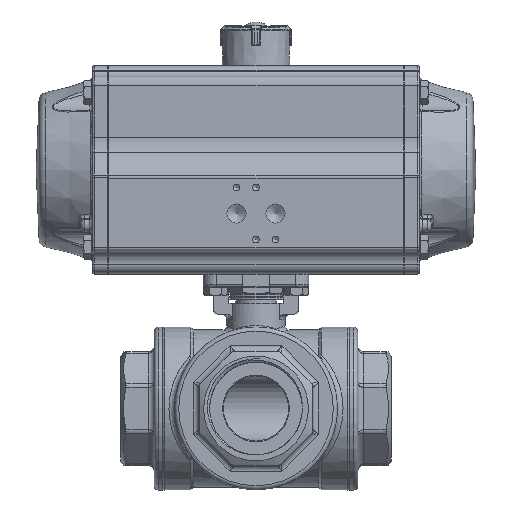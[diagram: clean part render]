
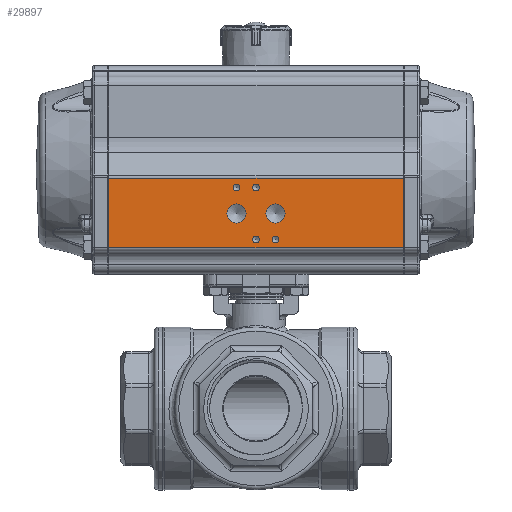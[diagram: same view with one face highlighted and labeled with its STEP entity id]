
A CAD part, top view. The second image highlights one B-rep face of the part: STEP entity #29897.
In plain terms, the highlighted face is planar.
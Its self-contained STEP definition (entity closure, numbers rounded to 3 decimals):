
#2143=PLANE('',#31911);
#3663=LINE('',#79586,#5302);
#3664=LINE('',#79592,#5303);
#3665=LINE('',#79595,#5304);
#3666=LINE('',#79596,#5305);
#5302=VECTOR('',#37179,1000.);
#5303=VECTOR('',#37186,1000.);
#5304=VECTOR('',#37187,1000.);
#5305=VECTOR('',#37188,1000.);
#11449=ORIENTED_EDGE('',*,*,#15588,.T.);
#11450=ORIENTED_EDGE('',*,*,#15589,.T.);
#11451=ORIENTED_EDGE('',*,*,#15585,.F.);
#11452=ORIENTED_EDGE('',*,*,#15590,.T.);
#11453=ORIENTED_EDGE('',*,*,#15419,.F.);
#11454=ORIENTED_EDGE('',*,*,#15417,.F.);
#11455=ORIENTED_EDGE('',*,*,#15415,.F.);
#11456=ORIENTED_EDGE('',*,*,#15413,.F.);
#11457=ORIENTED_EDGE('',*,*,#15411,.F.);
#11458=ORIENTED_EDGE('',*,*,#15409,.F.);
#15409=EDGE_CURVE('',#17968,#17968,#18999,.T.);
#15411=EDGE_CURVE('',#17971,#17971,#19001,.T.);
#15413=EDGE_CURVE('',#17974,#17974,#19003,.T.);
#15415=EDGE_CURVE('',#17977,#17977,#19005,.T.);
#15417=EDGE_CURVE('',#17980,#17980,#19007,.T.);
#15419=EDGE_CURVE('',#17983,#17983,#19009,.T.);
#15585=EDGE_CURVE('',#18136,#18137,#3663,.T.);
#15588=EDGE_CURVE('',#18138,#18139,#3664,.T.);
#15589=EDGE_CURVE('',#18139,#18137,#3665,.T.);
#15590=EDGE_CURVE('',#18136,#18138,#3666,.T.);
#17968=VERTEX_POINT('',#79166);
#17971=VERTEX_POINT('',#79173);
#17974=VERTEX_POINT('',#79180);
#17977=VERTEX_POINT('',#79187);
#17980=VERTEX_POINT('',#79194);
#17983=VERTEX_POINT('',#79201);
#18136=VERTEX_POINT('',#79587);
#18137=VERTEX_POINT('',#79588);
#18138=VERTEX_POINT('',#79593);
#18139=VERTEX_POINT('',#79594);
#18999=CIRCLE('',#31745,2.1);
#19001=CIRCLE('',#31749,2.1);
#19003=CIRCLE('',#31753,2.1);
#19005=CIRCLE('',#31757,2.1);
#19007=CIRCLE('',#31761,5.9);
#19009=CIRCLE('',#31765,5.9);
#20746=EDGE_LOOP('',(#11449,#11450,#11451,#11452));
#20747=EDGE_LOOP('',(#11453));
#20748=EDGE_LOOP('',(#11454));
#20749=EDGE_LOOP('',(#11455));
#20750=EDGE_LOOP('',(#11456));
#20751=EDGE_LOOP('',(#11457));
#20752=EDGE_LOOP('',(#11458));
#22527=FACE_BOUND('',#20746,.T.);
#22528=FACE_BOUND('',#20747,.T.);
#22529=FACE_BOUND('',#20748,.T.);
#22530=FACE_BOUND('',#20749,.T.);
#22531=FACE_BOUND('',#20750,.T.);
#22532=FACE_BOUND('',#20751,.T.);
#22533=FACE_BOUND('',#20752,.T.);
#29897=ADVANCED_FACE('',(#22527,#22528,#22529,#22530,#22531,#22532,#22533),
#2143,.F.);
#31745=AXIS2_PLACEMENT_3D('',#79165,#36778,#36779);
#31749=AXIS2_PLACEMENT_3D('',#79172,#36786,#36787);
#31753=AXIS2_PLACEMENT_3D('',#79179,#36794,#36795);
#31757=AXIS2_PLACEMENT_3D('',#79186,#36802,#36803);
#31761=AXIS2_PLACEMENT_3D('',#79193,#36810,#36811);
#31765=AXIS2_PLACEMENT_3D('',#79200,#36818,#36819);
#31911=AXIS2_PLACEMENT_3D('',#79591,#37184,#37185);
#36778=DIRECTION('',(-1.,0.,0.));
#36779=DIRECTION('',(0.,0.,1.));
#36786=DIRECTION('',(-1.,0.,0.));
#36787=DIRECTION('',(0.,0.,1.));
#36794=DIRECTION('',(-1.,0.,0.));
#36795=DIRECTION('',(0.,0.,1.));
#36802=DIRECTION('',(-1.,0.,0.));
#36803=DIRECTION('',(0.,0.,1.));
#36810=DIRECTION('',(-1.,0.,0.));
#36811=DIRECTION('',(0.,0.,1.));
#36818=DIRECTION('',(-1.,0.,0.));
#36819=DIRECTION('',(0.,0.,1.));
#37179=DIRECTION('',(0.,0.,-1.));
#37184=DIRECTION('',(1.,0.,0.));
#37185=DIRECTION('',(0.,0.,1.));
#37186=DIRECTION('',(0.,0.,-1.));
#37187=DIRECTION('',(0.,-1.,0.));
#37188=DIRECTION('',(0.,1.,0.));
#79165=CARTESIAN_POINT('',(-67.,-43.,12.));
#79166=CARTESIAN_POINT('',(-67.,-43.,14.1));
#79172=CARTESIAN_POINT('',(-67.,-43.,0.));
#79173=CARTESIAN_POINT('',(-67.,-43.,2.1));
#79179=CARTESIAN_POINT('',(-67.,-11.,0.));
#79180=CARTESIAN_POINT('',(-67.,-11.,2.1));
#79186=CARTESIAN_POINT('',(-67.,-11.,-12.));
#79187=CARTESIAN_POINT('',(-67.,-11.,-9.9));
#79193=CARTESIAN_POINT('',(-67.,-27.,12.));
#79194=CARTESIAN_POINT('',(-67.,-27.,17.9));
#79200=CARTESIAN_POINT('',(-67.,-27.,-12.));
#79201=CARTESIAN_POINT('',(-67.,-27.,-6.1));
#79586=CARTESIAN_POINT('',(-67.,-48.,91.));
#79587=CARTESIAN_POINT('',(-67.,-48.,90.5));
#79588=CARTESIAN_POINT('',(-67.,-48.,-90.5));
#79591=CARTESIAN_POINT('',(-67.,-5.183,91.));
#79592=CARTESIAN_POINT('',(-67.,-5.183,91.));
#79593=CARTESIAN_POINT('',(-67.,-5.183,90.5));
#79594=CARTESIAN_POINT('',(-67.,-5.183,-90.5));
#79595=CARTESIAN_POINT('',(-67.,-5.183,-90.5));
#79596=CARTESIAN_POINT('',(-67.,-5.183,90.5));
